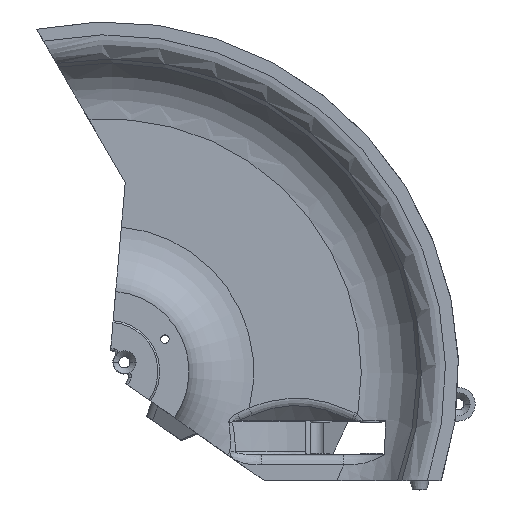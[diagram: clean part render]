
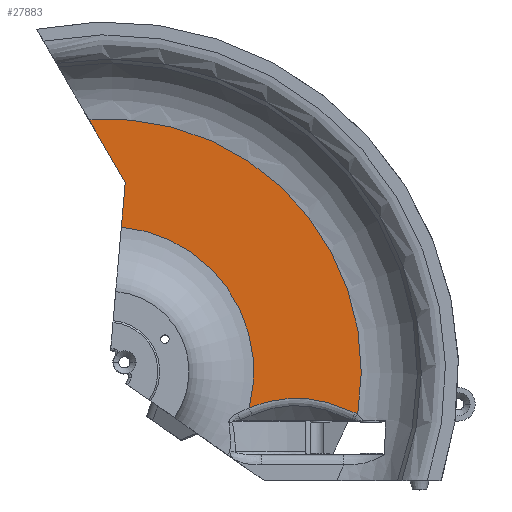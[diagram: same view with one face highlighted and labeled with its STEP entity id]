
A CAD part, top view. The second image highlights one B-rep face of the part: STEP entity #27883.
In plain terms, the highlighted planar face has unit normal (0, 0, 1).
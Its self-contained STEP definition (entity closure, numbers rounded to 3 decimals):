
#10207=CARTESIAN_POINT('',(0.,0.,3.5));
#10208=DIRECTION('',(0.,0.,1.));
#10209=DIRECTION('',(0.986,-0.169,0.));
#10210=AXIS2_PLACEMENT_3D('',#10207,#10208,#10209);
#10489=DIRECTION('',(0.087,0.996,0.));
#10490=VECTOR('',#10489,17.225);
#10491=CARTESIAN_POINT('',(4.881,55.787,3.5));
#10492=LINE('',#10491,#10490);
#10493=DIRECTION('',(0.5,-0.866,0.));
#10494=VECTOR('',#10493,28.008);
#10495=CARTESIAN_POINT('',(-7.622,97.202,3.5));
#10496=LINE('',#10495,#10494);
#10497=CARTESIAN_POINT('',(96.103,-16.445,
3.5));
#10498=CARTESIAN_POINT('',(96.055,-16.414,
3.5));
#10499=CARTESIAN_POINT('',(95.955,-16.35,
3.5));
#10500=CARTESIAN_POINT('',(95.798,-16.255,
3.5));
#10501=CARTESIAN_POINT('',(95.632,-16.161,
3.5));
#10502=CARTESIAN_POINT('',(95.457,-16.066,
3.5));
#10503=CARTESIAN_POINT('',(95.273,-15.972,
3.5));
#10504=CARTESIAN_POINT('',(95.143,-15.91,
3.5));
#10505=CARTESIAN_POINT('',(95.076,-15.879,
3.5));
#10507=CARTESIAN_POINT('',(95.076,-15.879,
3.5));
#10508=CARTESIAN_POINT('',(94.851,-15.773,
3.5));
#10509=CARTESIAN_POINT('',(94.401,-15.566,
3.5));
#10510=CARTESIAN_POINT('',(93.734,-15.266,
3.5));
#10511=CARTESIAN_POINT('',(93.072,-14.975,
3.5));
#10512=CARTESIAN_POINT('',(92.417,-14.695,
3.5));
#10513=CARTESIAN_POINT('',(91.767,-14.424,
3.5));
#10514=CARTESIAN_POINT('',(91.123,-14.163,
3.5));
#10515=CARTESIAN_POINT('',(90.484,-13.912,3.5));
#10516=CARTESIAN_POINT('',(89.85,-13.67,3.5));
#10517=CARTESIAN_POINT('',(89.222,-13.437,3.5));
#10518=CARTESIAN_POINT('',(88.598,-13.213,3.5));
#10519=CARTESIAN_POINT('',(87.979,-12.999,3.5));
#10520=CARTESIAN_POINT('',(87.364,-12.793,3.5));
#10521=CARTESIAN_POINT('',(86.753,-12.596,3.5));
#10522=CARTESIAN_POINT('',(86.147,-12.408,3.5));
#10523=CARTESIAN_POINT('',(85.544,-12.228,3.5));
#10524=CARTESIAN_POINT('',(84.945,-12.056,3.5));
#10525=CARTESIAN_POINT('',(84.349,-11.893,3.5));
#10526=CARTESIAN_POINT('',(83.757,-11.739,3.5));
#10527=CARTESIAN_POINT('',(83.168,-11.592,3.5));
#10528=CARTESIAN_POINT('',(82.582,-11.453,3.5));
#10529=CARTESIAN_POINT('',(81.999,-11.323,3.5));
#10530=CARTESIAN_POINT('',(81.419,-11.2,3.5));
#10531=CARTESIAN_POINT('',(80.841,-11.085,3.5));
#10532=CARTESIAN_POINT('',(80.265,-10.978,3.5));
#10533=CARTESIAN_POINT('',(79.692,-10.879,3.5));
#10534=CARTESIAN_POINT('',(79.121,-10.787,3.5));
#10535=CARTESIAN_POINT('',(78.551,-10.703,3.5));
#10536=CARTESIAN_POINT('',(77.984,-10.627,3.5));
#10537=CARTESIAN_POINT('',(77.417,-10.558,3.5));
#10538=CARTESIAN_POINT('',(76.853,-10.496,3.5));
#10539=CARTESIAN_POINT('',(76.289,-10.442,3.5));
#10540=CARTESIAN_POINT('',(75.727,-10.395,3.5));
#10541=CARTESIAN_POINT('',(75.165,-10.356,3.5));
#10542=CARTESIAN_POINT('',(74.604,-10.324,3.5));
#10543=CARTESIAN_POINT('',(74.044,-10.299,3.5));
#10544=CARTESIAN_POINT('',(73.485,-10.281,3.5));
#10545=CARTESIAN_POINT('',(72.925,-10.271,3.5));
#10546=CARTESIAN_POINT('',(72.366,-10.268,3.5));
#10547=CARTESIAN_POINT('',(71.807,-10.273,3.5));
#10548=CARTESIAN_POINT('',(71.247,-10.285,3.5));
#10549=CARTESIAN_POINT('',(70.688,-10.304,3.5));
#10550=CARTESIAN_POINT('',(70.127,-10.33,3.5));
#10551=CARTESIAN_POINT('',(69.566,-10.364,3.5));
#10552=CARTESIAN_POINT('',(69.005,-10.404,3.5));
#10553=CARTESIAN_POINT('',(68.442,-10.453,3.5));
#10554=CARTESIAN_POINT('',(67.878,-10.509,3.5));
#10555=CARTESIAN_POINT('',(67.313,-10.572,3.5));
#10556=CARTESIAN_POINT('',(66.747,-10.642,3.5));
#10557=CARTESIAN_POINT('',(66.179,-10.721,3.5));
#10558=CARTESIAN_POINT('',(65.609,-10.806,3.5));
#10559=CARTESIAN_POINT('',(65.037,-10.9,3.5));
#10560=CARTESIAN_POINT('',(64.463,-11.001,3.5));
#10561=CARTESIAN_POINT('',(63.887,-11.109,3.5));
#10562=CARTESIAN_POINT('',(63.309,-11.226,3.5));
#10563=CARTESIAN_POINT('',(62.728,-11.35,3.5));
#10564=CARTESIAN_POINT('',(62.144,-11.483,3.5));
#10565=CARTESIAN_POINT('',(61.558,-11.623,3.5));
#10566=CARTESIAN_POINT('',(60.968,-11.771,3.5));
#10567=CARTESIAN_POINT('',(60.375,-11.928,3.5));
#10568=CARTESIAN_POINT('',(59.779,-12.093,3.5));
#10569=CARTESIAN_POINT('',(59.179,-12.266,3.5));
#10570=CARTESIAN_POINT('',(58.576,-12.448,3.5));
#10571=CARTESIAN_POINT('',(57.968,-12.638,
3.5));
#10572=CARTESIAN_POINT('',(57.357,-12.837,
3.5));
#10573=CARTESIAN_POINT('',(56.741,-13.044,
3.5));
#10574=CARTESIAN_POINT('',(56.12,-13.261,
3.5));
#10575=CARTESIAN_POINT('',(55.496,-13.487,
3.5));
#10576=CARTESIAN_POINT('',(54.866,-13.721,
3.5));
#10577=CARTESIAN_POINT('',(54.443,-13.884,
3.5));
#10578=CARTESIAN_POINT('',(54.23,-13.967,
3.5));
#10681=CARTESIAN_POINT('',(0.,0.,3.5));
#10682=DIRECTION('',(0.,0.,-1.));
#10683=DIRECTION('',(0.087,0.996,0.));
#10684=AXIS2_PLACEMENT_3D('',#10681,#10682,#10683);
#19872=CARTESIAN_POINT('',(4.881,55.787,3.5));
#19873=CARTESIAN_POINT('',(54.23,-13.967,3.5));
#19874=VERTEX_POINT('',#19872);
#19875=VERTEX_POINT('',#19873);
#19879=CARTESIAN_POINT('',(96.103,-16.445,3.5));
#19880=CARTESIAN_POINT('',(-7.622,97.202,3.5));
#19881=VERTEX_POINT('',#19879);
#19882=VERTEX_POINT('',#19880);
#20158=CARTESIAN_POINT('',(6.382,72.946,3.5));
#20159=VERTEX_POINT('',#20158);
#20402=VERTEX_POINT('',#10507);
#27865=CARTESIAN_POINT('',(0.,0.,3.5));
#27866=DIRECTION('',(0.,0.,-1.));
#27867=DIRECTION('',(-1.,0.,0.));
#27868=AXIS2_PLACEMENT_3D('',#27865,#27866,#27867);
#27869=PLANE('',#27868);
#27871=ORIENTED_EDGE('',*,*,#27870,.F.);
#27873=ORIENTED_EDGE('',*,*,#27872,.T.);
#27875=ORIENTED_EDGE('',*,*,#27874,.F.);
#27876=ORIENTED_EDGE('',*,*,#27444,.F.);
#27878=ORIENTED_EDGE('',*,*,#27877,.T.);
#27880=ORIENTED_EDGE('',*,*,#27879,.T.);
#27881=EDGE_LOOP('',(#27871,#27873,#27875,#27876,#27878,#27880));
#27882=FACE_OUTER_BOUND('',#27881,.F.);
#27883=ADVANCED_FACE('',(#27882),#27869,.F.);
#10211=CIRCLE('',#10210,97.5);
#10506=B_SPLINE_CURVE_WITH_KNOTS('',3,(#10497,#10498,#10499,#10500,#10501,
#10502,#10503,#10504,#10505),.UNSPECIFIED.,.F.,.F.,(4,1,1,1,1,1,4),(0.,
0.167,0.333,0.5,0.667,0.833,
1.),.UNSPECIFIED.);
#10579=B_SPLINE_CURVE_WITH_KNOTS('',3,(#10507,#10508,#10509,#10510,#10511,
#10512,#10513,#10514,#10515,#10516,#10517,#10518,#10519,#10520,#10521,#10522,
#10523,#10524,#10525,#10526,#10527,#10528,#10529,#10530,#10531,#10532,#10533,
#10534,#10535,#10536,#10537,#10538,#10539,#10540,#10541,#10542,#10543,#10544,
#10545,#10546,#10547,#10548,#10549,#10550,#10551,#10552,#10553,#10554,#10555,
#10556,#10557,#10558,#10559,#10560,#10561,#10562,#10563,#10564,#10565,#10566,
#10567,#10568,#10569,#10570,#10571,#10572,#10573,#10574,#10575,#10576,#10577,
#10578),.UNSPECIFIED.,.F.,.F.,(4,1,1,1,1,1,1,1,1,1,1,1,1,1,1,1,1,1,1,1,1,1,1,1,
1,1,1,1,1,1,1,1,1,1,1,1,1,1,1,1,1,1,1,1,1,1,1,1,1,1,1,1,1,1,1,1,1,1,1,1,1,1,1,1,
1,1,1,1,1,4),(0.,0.014,0.029,0.043,
0.058,0.072,0.087,0.101,
0.116,0.13,0.145,0.159,
0.174,0.188,0.203,0.217,
0.232,0.246,0.261,0.275,
0.29,0.304,0.319,0.333,
0.348,0.362,0.377,0.391,
0.406,0.42,0.435,0.449,
0.464,0.478,0.493,0.507,
0.522,0.536,0.551,0.565,
0.58,0.594,0.609,0.623,
0.638,0.652,0.667,0.681,
0.696,0.71,0.725,0.739,
0.754,0.768,0.783,0.797,
0.812,0.826,0.841,0.855,
0.87,0.884,0.899,0.913,
0.928,0.942,0.957,0.971,
0.986,1.),.UNSPECIFIED.);
#10685=CIRCLE('',#10684,56.);
#27444=EDGE_CURVE('',#19881,#19882,#10211,.T.);
#27870=EDGE_CURVE('',#19874,#19875,#10685,.T.);
#27872=EDGE_CURVE('',#19874,#20159,#10492,.T.);
#27874=EDGE_CURVE('',#19882,#20159,#10496,.T.);
#27877=EDGE_CURVE('',#19881,#20402,#10506,.T.);
#27879=EDGE_CURVE('',#20402,#19875,#10579,.T.);
